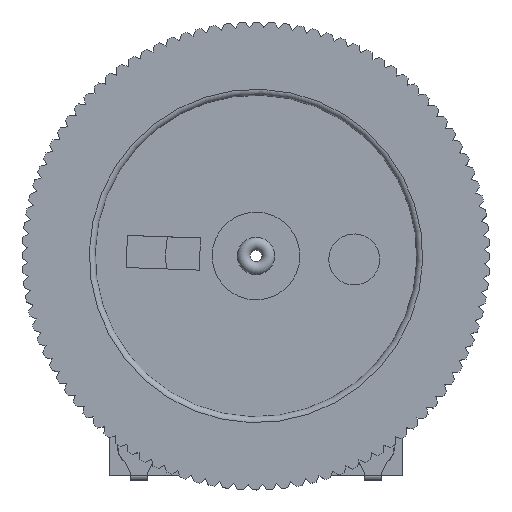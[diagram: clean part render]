
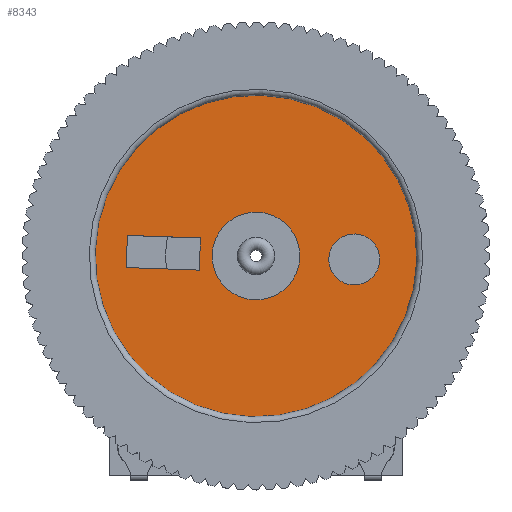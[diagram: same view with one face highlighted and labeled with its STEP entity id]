
A CAD part, top view. The second image highlights one B-rep face of the part: STEP entity #8343.
In plain terms, the highlighted planar face has unit normal (0, 0, 1).
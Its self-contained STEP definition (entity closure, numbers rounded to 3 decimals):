
#102=FACE_BOUND('',#1210,.T.);
#103=FACE_BOUND('',#1211,.T.);
#104=FACE_BOUND('',#1212,.T.);
#360=PLANE('',#9096);
#758=FACE_OUTER_BOUND('',#1209,.T.);
#1209=EDGE_LOOP('',(#7545));
#1210=EDGE_LOOP('',(#7546,#7547,#7548,#7549));
#1211=EDGE_LOOP('',(#7550));
#1212=EDGE_LOOP('',(#7551));
#2104=LINE('',#13770,#3001);
#2107=LINE('',#13775,#3004);
#2109=LINE('',#13779,#3006);
#2111=LINE('',#13782,#3008);
#3001=VECTOR('',#11268,1.);
#3004=VECTOR('',#11273,1.);
#3006=VECTOR('',#11277,1.);
#3008=VECTOR('',#11281,1.);
#3328=CIRCLE('',#9089,5.5);
#3330=CIRCLE('',#9097,1.5);
#3331=CIRCLE('',#9098,0.871);
#4100=VERTEX_POINT('',#13764);
#4101=VERTEX_POINT('',#13768);
#4102=VERTEX_POINT('',#13769);
#4103=VERTEX_POINT('',#13774);
#4104=VERTEX_POINT('',#13778);
#4106=VERTEX_POINT('',#13788);
#4107=VERTEX_POINT('',#13790);
#5257=EDGE_CURVE('',#4100,#4100,#3328,.T.);
#5259=EDGE_CURVE('',#4101,#4102,#2104,.T.);
#5262=EDGE_CURVE('',#4103,#4101,#2107,.T.);
#5264=EDGE_CURVE('',#4102,#4104,#2109,.T.);
#5266=EDGE_CURVE('',#4104,#4103,#2111,.T.);
#5269=EDGE_CURVE('',#4106,#4106,#3330,.T.);
#5270=EDGE_CURVE('',#4107,#4107,#3331,.T.);
#7545=ORIENTED_EDGE('',*,*,#5257,.T.);
#7546=ORIENTED_EDGE('',*,*,#5259,.T.);
#7547=ORIENTED_EDGE('',*,*,#5264,.T.);
#7548=ORIENTED_EDGE('',*,*,#5266,.T.);
#7549=ORIENTED_EDGE('',*,*,#5262,.T.);
#7550=ORIENTED_EDGE('',*,*,#5269,.F.);
#7551=ORIENTED_EDGE('',*,*,#5270,.F.);
#8343=ADVANCED_FACE('',(#758,#102,#103,#104),#360,.T.);
#9089=AXIS2_PLACEMENT_3D('',#13765,#11263,#11264);
#9096=AXIS2_PLACEMENT_3D('',#13787,#11287,#11288);
#9097=AXIS2_PLACEMENT_3D('',#13789,#11289,#11290);
#9098=AXIS2_PLACEMENT_3D('',#13791,#11291,#11292);
#11263=DIRECTION('center_axis',(0.,0.,1.));
#11264=DIRECTION('ref_axis',(1.,0.,0.));
#11268=DIRECTION('',(0.,1.,0.));
#11273=DIRECTION('',(-1.,0.,0.));
#11277=DIRECTION('',(1.,0.,0.));
#11281=DIRECTION('',(0.,-1.,0.));
#11287=DIRECTION('center_axis',(0.,0.,1.));
#11288=DIRECTION('ref_axis',(1.,0.,0.));
#11289=DIRECTION('center_axis',(0.,0.,1.));
#11290=DIRECTION('ref_axis',(1.,0.,0.));
#11291=DIRECTION('center_axis',(0.,0.,1.));
#11292=DIRECTION('ref_axis',(1.,0.,0.));
#13764=CARTESIAN_POINT('',(-5.5,0.,1.));
#13765=CARTESIAN_POINT('Origin',(0.,0.,1.));
#13768=CARTESIAN_POINT('',(-0.55,-4.42,1.));
#13769=CARTESIAN_POINT('',(-0.55,-1.92,1.));
#13770=CARTESIAN_POINT('',(-0.55,-4.42,1.));
#13774=CARTESIAN_POINT('',(0.55,-4.42,1.));
#13775=CARTESIAN_POINT('',(0.55,-4.42,1.));
#13778=CARTESIAN_POINT('',(0.55,-1.92,1.));
#13779=CARTESIAN_POINT('',(-0.55,-1.92,1.));
#13782=CARTESIAN_POINT('',(0.55,-1.92,1.));
#13787=CARTESIAN_POINT('Origin',(0.,0.,1.));
#13788=CARTESIAN_POINT('',(-1.5,0.,1.));
#13789=CARTESIAN_POINT('Origin',(0.,0.,1.));
#13790=CARTESIAN_POINT('',(-0.871,3.361,1.));
#13791=CARTESIAN_POINT('Origin',(0.,3.361,1.));
